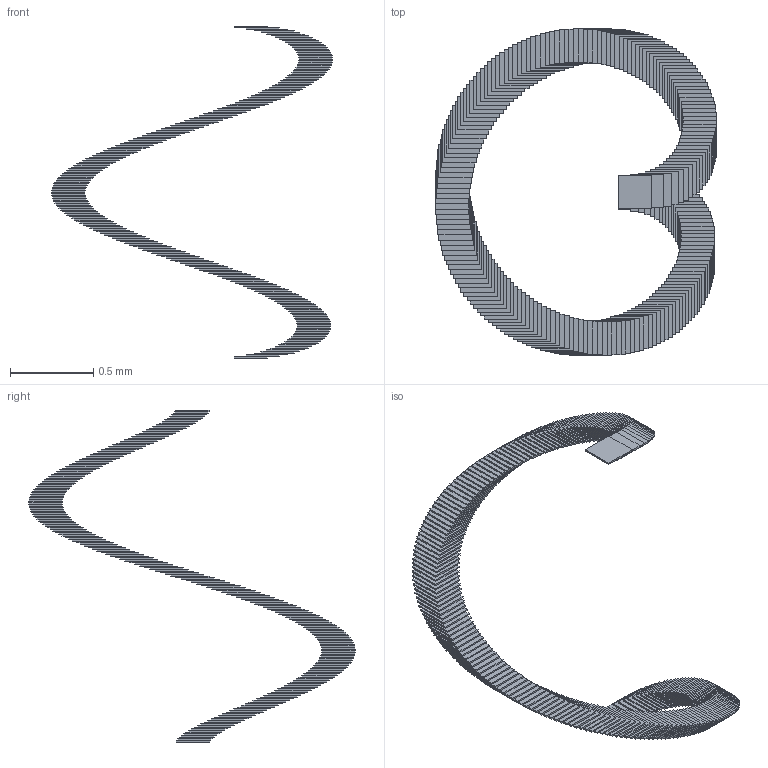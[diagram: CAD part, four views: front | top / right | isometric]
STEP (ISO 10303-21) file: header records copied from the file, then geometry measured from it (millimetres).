
FILE_DESCRIPTION(('Open CASCADE Model'),'2;1');
FILE_NAME('Open CASCADE Shape Model','2024-05-24T02:05:36',('Author'),( 'Open CASCADE'),'Open CASCADE STEP processor 7.7','Open CASCADE 7.7' ,'Unknown');
FILE_SCHEMA(('AUTOMOTIVE_DESIGN { 1 0 10303 214 1 1 1 1 }'));
Products named in the file (1): Open CASCADE STEP translator 7.7 7
Bounding box: 1.69 x 1.96 x 2 mm (x, y, z)
Volume: 0.1 mm3; surface area: 4.5 mm2
Topology: 1 solids, 1 shells, 1200 faces, 3196 edges, 1998 vertices
Faces by surface type: plane 1200
Entity records: 77534 total; most frequent: CARTESIAN_POINT 12787, DIRECTION 11990, LINE 9588, VECTOR 9588, ORIENTED_EDGE 6392, PCURVE 6392, DEFINITIONAL_REPRESENTATION 6392, EDGE_CURVE 3196
